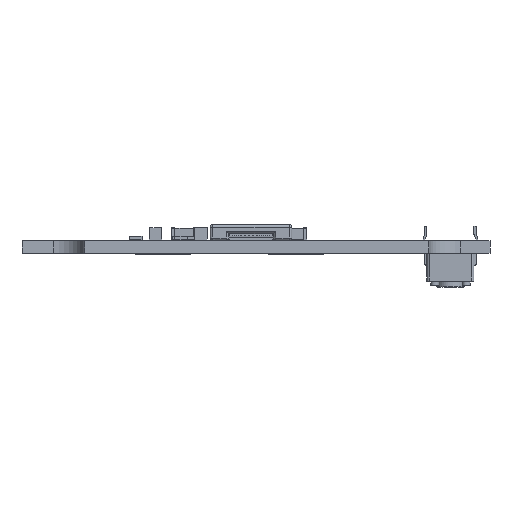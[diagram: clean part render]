
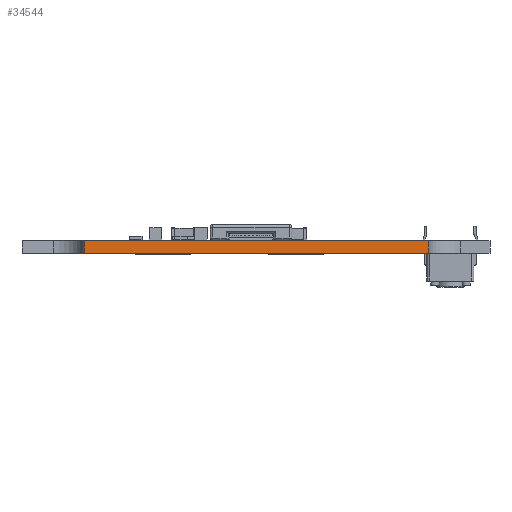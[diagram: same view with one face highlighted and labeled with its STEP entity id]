
A CAD part, left-side view. The second image highlights one B-rep face of the part: STEP entity #34544.
In plain terms, the highlighted planar face has unit normal (-1, 0, 0).
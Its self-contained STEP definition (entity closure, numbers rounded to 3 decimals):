
#33270 = PLANE('',#33271);
#33271 = AXIS2_PLACEMENT_3D('',#33272,#33273,#33274);
#33272 = CARTESIAN_POINT('',(-0.075,-0.345,1.6));
#33273 = DIRECTION('',(0.,0.,1.));
#33274 = DIRECTION('',(1.,0.,-0.));
#33324 = PLANE('',#33325);
#33325 = AXIS2_PLACEMENT_3D('',#33326,#33327,#33328);
#33326 = CARTESIAN_POINT('',(-0.075,-0.345,0.));
#33327 = DIRECTION('',(0.,0.,1.));
#33328 = DIRECTION('',(1.,0.,-0.));
#33433 = PLANE('',#33434);
#33434 = AXIS2_PLACEMENT_3D('',#33435,#33436,#33437);
#33435 = CARTESIAN_POINT('',(-7.,21.9,0.));
#33436 = DIRECTION('',(0.,-1.,0.));
#33437 = DIRECTION('',(-1.,0.,0.));
#33496 = VERTEX_POINT('',#33497);
#33497 = CARTESIAN_POINT('',(-15.5,21.9,0.));
#33518 = EDGE_CURVE('',#33496,#33519,#33521,.T.);
#33519 = VERTEX_POINT('',#33520);
#33520 = CARTESIAN_POINT('',(-15.5,-22.1,0.));
#33521 = SURFACE_CURVE('',#33522,(#33526,#33533),.PCURVE_S1.);
#33522 = LINE('',#33523,#33524);
#33523 = CARTESIAN_POINT('',(-15.5,21.9,0.));
#33524 = VECTOR('',#33525,1.);
#33525 = DIRECTION('',(0.,-1.,0.));
#33526 = PCURVE('',#33324,#33527);
#33527 = DEFINITIONAL_REPRESENTATION('',(#33528),#33532);
#33528 = LINE('',#33529,#33530);
#33529 = CARTESIAN_POINT('',(-15.425,22.245));
#33530 = VECTOR('',#33531,1.);
#33531 = DIRECTION('',(0.,-1.));
#33532 = ( GEOMETRIC_REPRESENTATION_CONTEXT(2) 
PARAMETRIC_REPRESENTATION_CONTEXT() REPRESENTATION_CONTEXT('2D SPACE',''
  ) );
#33533 = PCURVE('',#33534,#33539);
#33534 = PLANE('',#33535);
#33535 = AXIS2_PLACEMENT_3D('',#33536,#33537,#33538);
#33536 = CARTESIAN_POINT('',(-15.5,21.9,0.));
#33537 = DIRECTION('',(1.,0.,-0.));
#33538 = DIRECTION('',(0.,-1.,0.));
#33539 = DEFINITIONAL_REPRESENTATION('',(#33540),#33544);
#33540 = LINE('',#33541,#33542);
#33541 = CARTESIAN_POINT('',(0.,0.));
#33542 = VECTOR('',#33543,1.);
#33543 = DIRECTION('',(1.,0.));
#33544 = ( GEOMETRIC_REPRESENTATION_CONTEXT(2) 
PARAMETRIC_REPRESENTATION_CONTEXT() REPRESENTATION_CONTEXT('2D SPACE',''
  ) );
#33562 = PLANE('',#33563);
#33563 = AXIS2_PLACEMENT_3D('',#33564,#33565,#33566);
#33564 = CARTESIAN_POINT('',(-15.5,-22.1,0.));
#33565 = DIRECTION('',(0.,1.,0.));
#33566 = DIRECTION('',(1.,0.,0.));
#34023 = VERTEX_POINT('',#34024);
#34024 = CARTESIAN_POINT('',(-15.5,21.9,1.6));
#34045 = EDGE_CURVE('',#34023,#34046,#34048,.T.);
#34046 = VERTEX_POINT('',#34047);
#34047 = CARTESIAN_POINT('',(-15.5,-22.1,1.6));
#34048 = SURFACE_CURVE('',#34049,(#34053,#34060),.PCURVE_S1.);
#34049 = LINE('',#34050,#34051);
#34050 = CARTESIAN_POINT('',(-15.5,21.9,1.6));
#34051 = VECTOR('',#34052,1.);
#34052 = DIRECTION('',(0.,-1.,0.));
#34053 = PCURVE('',#33270,#34054);
#34054 = DEFINITIONAL_REPRESENTATION('',(#34055),#34059);
#34055 = LINE('',#34056,#34057);
#34056 = CARTESIAN_POINT('',(-15.425,22.245));
#34057 = VECTOR('',#34058,1.);
#34058 = DIRECTION('',(0.,-1.));
#34059 = ( GEOMETRIC_REPRESENTATION_CONTEXT(2) 
PARAMETRIC_REPRESENTATION_CONTEXT() REPRESENTATION_CONTEXT('2D SPACE',''
  ) );
#34060 = PCURVE('',#33534,#34061);
#34061 = DEFINITIONAL_REPRESENTATION('',(#34062),#34066);
#34062 = LINE('',#34063,#34064);
#34063 = CARTESIAN_POINT('',(0.,-1.6));
#34064 = VECTOR('',#34065,1.);
#34065 = DIRECTION('',(1.,0.));
#34066 = ( GEOMETRIC_REPRESENTATION_CONTEXT(2) 
PARAMETRIC_REPRESENTATION_CONTEXT() REPRESENTATION_CONTEXT('2D SPACE',''
  ) );
#34496 = EDGE_CURVE('',#33496,#34023,#34497,.T.);
#34497 = SURFACE_CURVE('',#34498,(#34502,#34509),.PCURVE_S1.);
#34498 = LINE('',#34499,#34500);
#34499 = CARTESIAN_POINT('',(-15.5,21.9,0.));
#34500 = VECTOR('',#34501,1.);
#34501 = DIRECTION('',(0.,0.,1.));
#34502 = PCURVE('',#33433,#34503);
#34503 = DEFINITIONAL_REPRESENTATION('',(#34504),#34508);
#34504 = LINE('',#34505,#34506);
#34505 = CARTESIAN_POINT('',(8.5,0.));
#34506 = VECTOR('',#34507,1.);
#34507 = DIRECTION('',(0.,-1.));
#34508 = ( GEOMETRIC_REPRESENTATION_CONTEXT(2) 
PARAMETRIC_REPRESENTATION_CONTEXT() REPRESENTATION_CONTEXT('2D SPACE',''
  ) );
#34509 = PCURVE('',#33534,#34510);
#34510 = DEFINITIONAL_REPRESENTATION('',(#34511),#34515);
#34511 = LINE('',#34512,#34513);
#34512 = CARTESIAN_POINT('',(0.,0.));
#34513 = VECTOR('',#34514,1.);
#34514 = DIRECTION('',(0.,-1.));
#34515 = ( GEOMETRIC_REPRESENTATION_CONTEXT(2) 
PARAMETRIC_REPRESENTATION_CONTEXT() REPRESENTATION_CONTEXT('2D SPACE',''
  ) );
#34544 = ADVANCED_FACE('',(#34545),#33534,.F.);
#34545 = FACE_BOUND('',#34546,.F.);
#34546 = EDGE_LOOP('',(#34547,#34548,#34549,#34570));
#34547 = ORIENTED_EDGE('',*,*,#34496,.T.);
#34548 = ORIENTED_EDGE('',*,*,#34045,.T.);
#34549 = ORIENTED_EDGE('',*,*,#34550,.F.);
#34550 = EDGE_CURVE('',#33519,#34046,#34551,.T.);
#34551 = SURFACE_CURVE('',#34552,(#34556,#34563),.PCURVE_S1.);
#34552 = LINE('',#34553,#34554);
#34553 = CARTESIAN_POINT('',(-15.5,-22.1,0.));
#34554 = VECTOR('',#34555,1.);
#34555 = DIRECTION('',(0.,0.,1.));
#34556 = PCURVE('',#33534,#34557);
#34557 = DEFINITIONAL_REPRESENTATION('',(#34558),#34562);
#34558 = LINE('',#34559,#34560);
#34559 = CARTESIAN_POINT('',(44.,0.));
#34560 = VECTOR('',#34561,1.);
#34561 = DIRECTION('',(0.,-1.));
#34562 = ( GEOMETRIC_REPRESENTATION_CONTEXT(2) 
PARAMETRIC_REPRESENTATION_CONTEXT() REPRESENTATION_CONTEXT('2D SPACE',''
  ) );
#34563 = PCURVE('',#33562,#34564);
#34564 = DEFINITIONAL_REPRESENTATION('',(#34565),#34569);
#34565 = LINE('',#34566,#34567);
#34566 = CARTESIAN_POINT('',(0.,0.));
#34567 = VECTOR('',#34568,1.);
#34568 = DIRECTION('',(0.,-1.));
#34569 = ( GEOMETRIC_REPRESENTATION_CONTEXT(2) 
PARAMETRIC_REPRESENTATION_CONTEXT() REPRESENTATION_CONTEXT('2D SPACE',''
  ) );
#34570 = ORIENTED_EDGE('',*,*,#33518,.F.);
